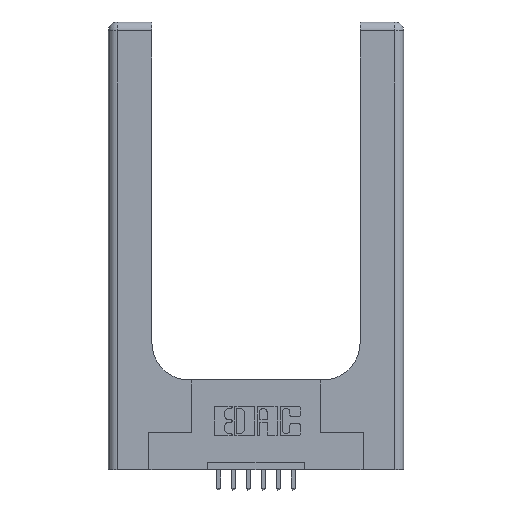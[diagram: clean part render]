
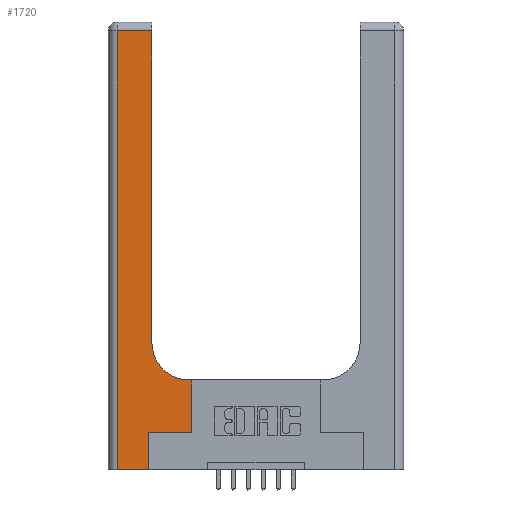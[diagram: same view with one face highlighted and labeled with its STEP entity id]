
A CAD part, top view. The second image highlights one B-rep face of the part: STEP entity #1720.
In plain terms, the highlighted planar face has unit normal (0, 0, 1).
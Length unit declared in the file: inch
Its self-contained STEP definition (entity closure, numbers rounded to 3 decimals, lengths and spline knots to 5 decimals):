
#89 = CARTESIAN_POINT ( 'NONE',  ( 0.06, 3., 0.37 ) ) ;
#231 = CARTESIAN_POINT ( 'NONE',  ( 0.2915, 0.6, 0.37 ) ) ;
#258 = VECTOR ( 'NONE', #4893, 39.37008 ) ;
#333 = CARTESIAN_POINT ( 'NONE',  ( 0.2915, 0.85, 0.37 ) ) ;
#364 = CARTESIAN_POINT ( 'NONE',  ( 0.5585, 0.6, 0.37 ) ) ;
#654 = DIRECTION ( 'NONE',  ( -1., 0., 0. ) ) ;
#1695 = VERTEX_POINT ( 'NONE', #9614 ) ;
#1720 = ADVANCED_FACE ( 'NONE', ( #4346 ), #8442, .F. ) ;
#1998 = EDGE_CURVE ( 'NONE', #12036, #10604, #6780, .T. ) ;
#2121 = VECTOR ( 'NONE', #13577, 39.37008 ) ;
#2242 = ORIENTED_EDGE ( 'NONE', *, *, #8687, .T. ) ;
#2561 = AXIS2_PLACEMENT_3D ( 'NONE', #13907, #2563, #8228 ) ;
#2563 = DIRECTION ( 'NONE',  ( 0., 0., -1. ) ) ;
#2751 = EDGE_CURVE ( 'NONE', #13199, #12036, #13923, .T. ) ;
#2917 = CARTESIAN_POINT ( 'NONE',  ( 0.06, 0., 0.37 ) ) ;
#3068 = VERTEX_POINT ( 'NONE', #11464 ) ;
#3556 = CARTESIAN_POINT ( 'NONE',  ( 0.269, 0., 0.37 ) ) ;
#3773 = VECTOR ( 'NONE', #11192, 39.37008 ) ;
#4325 = ORIENTED_EDGE ( 'NONE', *, *, #1998, .T. ) ;
#4346 = FACE_OUTER_BOUND ( 'NONE', #12834, .T. ) ;
#4416 = LINE ( 'NONE', #4960, #13036 ) ;
#4494 = LINE ( 'NONE', #7857, #3773 ) ;
#4540 = EDGE_CURVE ( 'NONE', #14308, #6860, #11265, .T. ) ;
#4763 = VERTEX_POINT ( 'NONE', #333 ) ;
#4893 = DIRECTION ( 'NONE',  ( 1., 0., 0. ) ) ;
#4960 = CARTESIAN_POINT ( 'NONE',  ( 0.5585, 0.25, 0.37 ) ) ;
#5031 = DIRECTION ( 'NONE',  ( 0., 0., -1. ) ) ;
#6268 = EDGE_CURVE ( 'NONE', #6860, #13199, #9264, .T. ) ;
#6299 = VECTOR ( 'NONE', #14505, 39.37008 ) ;
#6509 = LINE ( 'NONE', #9410, #10553 ) ;
#6780 = LINE ( 'NONE', #7187, #258 ) ;
#6860 = VERTEX_POINT ( 'NONE', #2917 ) ;
#7061 = ORIENTED_EDGE ( 'NONE', *, *, #13033, .T. ) ;
#7187 = CARTESIAN_POINT ( 'NONE',  ( 0.269, 0.25, 0.37 ) ) ;
#7211 = DIRECTION ( 'NONE',  ( 0., 1., 0. ) ) ;
#7651 = CARTESIAN_POINT ( 'NONE',  ( 0., 0., 0.37 ) ) ;
#7857 = CARTESIAN_POINT ( 'NONE',  ( 0., 2.94, 0.37 ) ) ;
#8228 = DIRECTION ( 'NONE',  ( 1., 0., 0. ) ) ;
#8275 = VECTOR ( 'NONE', #13387, 39.37008 ) ;
#8442 = PLANE ( 'NONE',  #8637 ) ;
#8577 = ORIENTED_EDGE ( 'NONE', *, *, #12482, .T. ) ;
#8637 = AXIS2_PLACEMENT_3D ( 'NONE', #9565, #5031, #654 ) ;
#8687 = EDGE_CURVE ( 'NONE', #3068, #14308, #4494, .T. ) ;
#9264 = LINE ( 'NONE', #7651, #6299 ) ;
#9298 = EDGE_CURVE ( 'NONE', #1695, #4763, #14503, .T. ) ;
#9410 = CARTESIAN_POINT ( 'NONE',  ( 0.2915, 3., 0.37 ) ) ;
#9565 = CARTESIAN_POINT ( 'NONE',  ( 0., 3., 0.37 ) ) ;
#9571 = CARTESIAN_POINT ( 'NONE',  ( 0.269, 0.25, 0.37 ) ) ;
#9614 = CARTESIAN_POINT ( 'NONE',  ( 0.5415, 0.6, 0.37 ) ) ;
#9892 = EDGE_CURVE ( 'NONE', #12372, #1695, #12930, .T. ) ;
#9956 = ORIENTED_EDGE ( 'NONE', *, *, #4540, .T. ) ;
#10318 = DIRECTION ( 'NONE',  ( -1., 0., 0. ) ) ;
#10553 = VECTOR ( 'NONE', #14013, 39.37008 ) ;
#10604 = VERTEX_POINT ( 'NONE', #11729 ) ;
#10631 = ORIENTED_EDGE ( 'NONE', *, *, #6268, .T. ) ;
#10832 = ORIENTED_EDGE ( 'NONE', *, *, #9892, .T. ) ;
#11192 = DIRECTION ( 'NONE',  ( -1., 0., 0. ) ) ;
#11265 = LINE ( 'NONE', #89, #8275 ) ;
#11464 = CARTESIAN_POINT ( 'NONE',  ( 0.2915, 2.94, 0.37 ) ) ;
#11729 = CARTESIAN_POINT ( 'NONE',  ( 0.5585, 0.25, 0.37 ) ) ;
#11851 = VECTOR ( 'NONE', #10318, 39.37008 ) ;
#12036 = VERTEX_POINT ( 'NONE', #9571 ) ;
#12108 = ORIENTED_EDGE ( 'NONE', *, *, #9298, .T. ) ;
#12372 = VERTEX_POINT ( 'NONE', #364 ) ;
#12482 = EDGE_CURVE ( 'NONE', #4763, #3068, #6509, .T. ) ;
#12834 = EDGE_LOOP ( 'NONE', ( #8577, #2242, #9956, #10631, #12918, #4325, #7061, #10832, #12108 ) ) ;
#12918 = ORIENTED_EDGE ( 'NONE', *, *, #2751, .T. ) ;
#12930 = LINE ( 'NONE', #231, #11851 ) ;
#13033 = EDGE_CURVE ( 'NONE', #10604, #12372, #4416, .T. ) ;
#13036 = VECTOR ( 'NONE', #7211, 39.37008 ) ;
#13199 = VERTEX_POINT ( 'NONE', #14091 ) ;
#13387 = DIRECTION ( 'NONE',  ( 0., -1., 0. ) ) ;
#13577 = DIRECTION ( 'NONE',  ( 0., 1., 0. ) ) ;
#13696 = CARTESIAN_POINT ( 'NONE',  ( 0.06, 2.94, 0.37 ) ) ;
#13907 = CARTESIAN_POINT ( 'NONE',  ( 0.5415, 0.85, 0.37 ) ) ;
#13923 = LINE ( 'NONE', #3556, #2121 ) ;
#14013 = DIRECTION ( 'NONE',  ( 0., 1., 0. ) ) ;
#14091 = CARTESIAN_POINT ( 'NONE',  ( 0.269, 0., 0.37 ) ) ;
#14308 = VERTEX_POINT ( 'NONE', #13696 ) ;
#14503 = CIRCLE ( 'NONE', #2561, 0.25 ) ;
#14505 = DIRECTION ( 'NONE',  ( 1., 0., 0. ) ) ;
